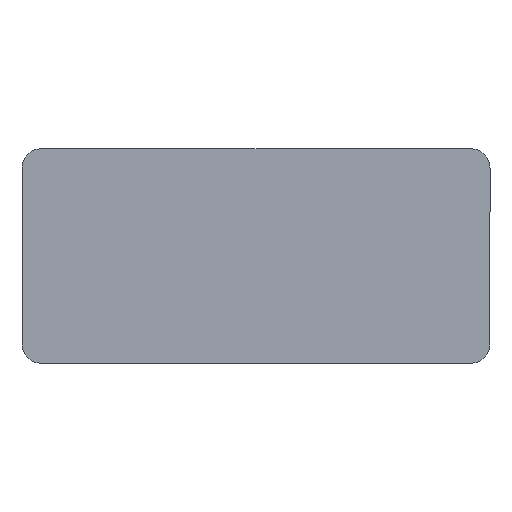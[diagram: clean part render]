
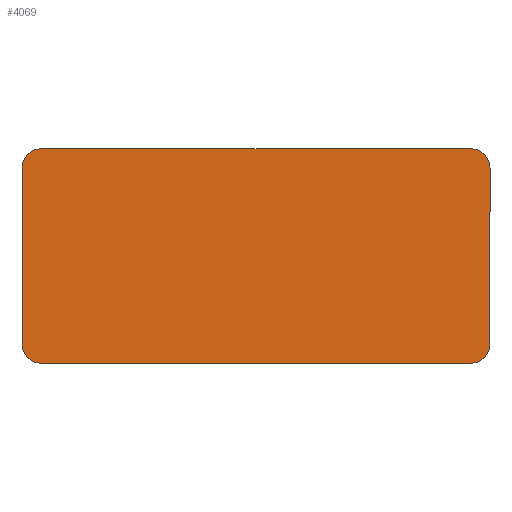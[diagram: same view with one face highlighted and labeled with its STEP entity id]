
A CAD part, front view. The second image highlights one B-rep face of the part: STEP entity #4069.
In plain terms, the highlighted planar face has unit normal (0, -1, 0).
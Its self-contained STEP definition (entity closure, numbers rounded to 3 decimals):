
#314 = CARTESIAN_POINT ( 'NONE',  ( -60., 0., -27.5 ) ) ;
#346 = CARTESIAN_POINT ( 'NONE',  ( -55., 0., -22.5 ) ) ;
#558 = LINE ( 'NONE', #2723, #1831 ) ;
#642 = CARTESIAN_POINT ( 'NONE',  ( -55., 0., 27.5 ) ) ;
#887 = LINE ( 'NONE', #3047, #6254 ) ;
#892 = VERTEX_POINT ( 'NONE', #6805 ) ;
#930 = CIRCLE ( 'NONE', #4915, 5. ) ;
#966 = VERTEX_POINT ( 'NONE', #3614 ) ;
#983 = EDGE_LOOP ( 'NONE', ( #1368, #6501, #6167, #4699, #4795, #4720, #5133, #6986 ) ) ;
#1040 = EDGE_CURVE ( 'NONE', #892, #5537, #2297, .T. ) ;
#1103 = VERTEX_POINT ( 'NONE', #4117 ) ;
#1368 = ORIENTED_EDGE ( 'NONE', *, *, #5206, .F. ) ;
#1375 = DIRECTION ( 'NONE',  ( 0., 0., 1. ) ) ;
#1441 = DIRECTION ( 'NONE',  ( 0., -1., 0. ) ) ;
#1831 = VECTOR ( 'NONE', #4905, 1000. ) ;
#1909 = EDGE_CURVE ( 'NONE', #966, #1103, #5195, .T. ) ;
#1915 = PLANE ( 'NONE',  #5301 ) ;
#1962 = CARTESIAN_POINT ( 'NONE',  ( -60., 0., 27.5 ) ) ;
#2141 = DIRECTION ( 'NONE',  ( 0., 0., 1. ) ) ;
#2145 = VERTEX_POINT ( 'NONE', #3873 ) ;
#2297 = CIRCLE ( 'NONE', #6282, 5. ) ;
#2318 = CARTESIAN_POINT ( 'NONE',  ( 55., 0., 22.5 ) ) ;
#2321 = CIRCLE ( 'NONE', #6303, 5. ) ;
#2389 = VECTOR ( 'NONE', #2477, 1000. ) ;
#2391 = EDGE_CURVE ( 'NONE', #6410, #2145, #930, .T. ) ;
#2477 = DIRECTION ( 'NONE',  ( -1., 0., 0. ) ) ;
#2512 = DIRECTION ( 'NONE',  ( 0., -1., 0. ) ) ;
#2544 = AXIS2_PLACEMENT_3D ( 'NONE', #346, #2512, #4696 ) ;
#2723 = CARTESIAN_POINT ( 'NONE',  ( -60., 0., -27.5 ) ) ;
#2896 = CARTESIAN_POINT ( 'NONE',  ( 60., 0., -22.5 ) ) ;
#3047 = CARTESIAN_POINT ( 'NONE',  ( 60., 0., -27.5 ) ) ;
#3127 = EDGE_CURVE ( 'NONE', #4878, #1103, #5649, .T. ) ;
#3205 = CARTESIAN_POINT ( 'NONE',  ( 55., 0., -22.5 ) ) ;
#3611 = DIRECTION ( 'NONE',  ( 0., 0., 1. ) ) ;
#3614 = CARTESIAN_POINT ( 'NONE',  ( 55., 0., -27.5 ) ) ;
#3873 = CARTESIAN_POINT ( 'NONE',  ( -60., 0., 22.5 ) ) ;
#4069 = ADVANCED_FACE ( 'NONE', ( #6798 ), #1915, .F. ) ;
#4075 = CARTESIAN_POINT ( 'NONE',  ( 0., 0., 0. ) ) ;
#4117 = CARTESIAN_POINT ( 'NONE',  ( -55., 0., -27.5 ) ) ;
#4129 = DIRECTION ( 'NONE',  ( 1., 0., 0. ) ) ;
#4251 = EDGE_CURVE ( 'NONE', #966, #5705, #2321, .T. ) ;
#4496 = DIRECTION ( 'NONE',  ( 0., -1., 0. ) ) ;
#4524 = CARTESIAN_POINT ( 'NONE',  ( -60., 0., -22.5 ) ) ;
#4542 = EDGE_CURVE ( 'NONE', #6410, #5537, #6847, .T. ) ;
#4696 = DIRECTION ( 'NONE',  ( 0., 0., 1. ) ) ;
#4699 = ORIENTED_EDGE ( 'NONE', *, *, #4251, .T. ) ;
#4720 = ORIENTED_EDGE ( 'NONE', *, *, #1040, .T. ) ;
#4795 = ORIENTED_EDGE ( 'NONE', *, *, #5041, .F. ) ;
#4878 = VERTEX_POINT ( 'NONE', #4524 ) ;
#4905 = DIRECTION ( 'NONE',  ( 0., 0., 1. ) ) ;
#4915 = AXIS2_PLACEMENT_3D ( 'NONE', #6325, #1441, #3611 ) ;
#5041 = EDGE_CURVE ( 'NONE', #892, #5705, #887, .T. ) ;
#5133 = ORIENTED_EDGE ( 'NONE', *, *, #4542, .F. ) ;
#5195 = LINE ( 'NONE', #314, #2389 ) ;
#5206 = EDGE_CURVE ( 'NONE', #4878, #2145, #558, .T. ) ;
#5224 = DIRECTION ( 'NONE',  ( 0., 0., -1. ) ) ;
#5301 = AXIS2_PLACEMENT_3D ( 'NONE', #4075, #6261, #1375 ) ;
#5378 = VECTOR ( 'NONE', #4129, 1000. ) ;
#5537 = VERTEX_POINT ( 'NONE', #6889 ) ;
#5649 = CIRCLE ( 'NONE', #2544, 5. ) ;
#5705 = VERTEX_POINT ( 'NONE', #2896 ) ;
#6167 = ORIENTED_EDGE ( 'NONE', *, *, #1909, .F. ) ;
#6254 = VECTOR ( 'NONE', #5224, 1000. ) ;
#6261 = DIRECTION ( 'NONE',  ( 0., 1., 0. ) ) ;
#6282 = AXIS2_PLACEMENT_3D ( 'NONE', #2318, #4496, #6684 ) ;
#6303 = AXIS2_PLACEMENT_3D ( 'NONE', #3205, #7029, #2141 ) ;
#6325 = CARTESIAN_POINT ( 'NONE',  ( -55., 0., 22.5 ) ) ;
#6410 = VERTEX_POINT ( 'NONE', #642 ) ;
#6501 = ORIENTED_EDGE ( 'NONE', *, *, #3127, .T. ) ;
#6684 = DIRECTION ( 'NONE',  ( 0., 0., 1. ) ) ;
#6798 = FACE_OUTER_BOUND ( 'NONE', #983, .T. ) ;
#6805 = CARTESIAN_POINT ( 'NONE',  ( 60., 0., 22.5 ) ) ;
#6847 = LINE ( 'NONE', #1962, #5378 ) ;
#6889 = CARTESIAN_POINT ( 'NONE',  ( 55., 0., 27.5 ) ) ;
#6986 = ORIENTED_EDGE ( 'NONE', *, *, #2391, .T. ) ;
#7029 = DIRECTION ( 'NONE',  ( 0., -1., 0. ) ) ;
